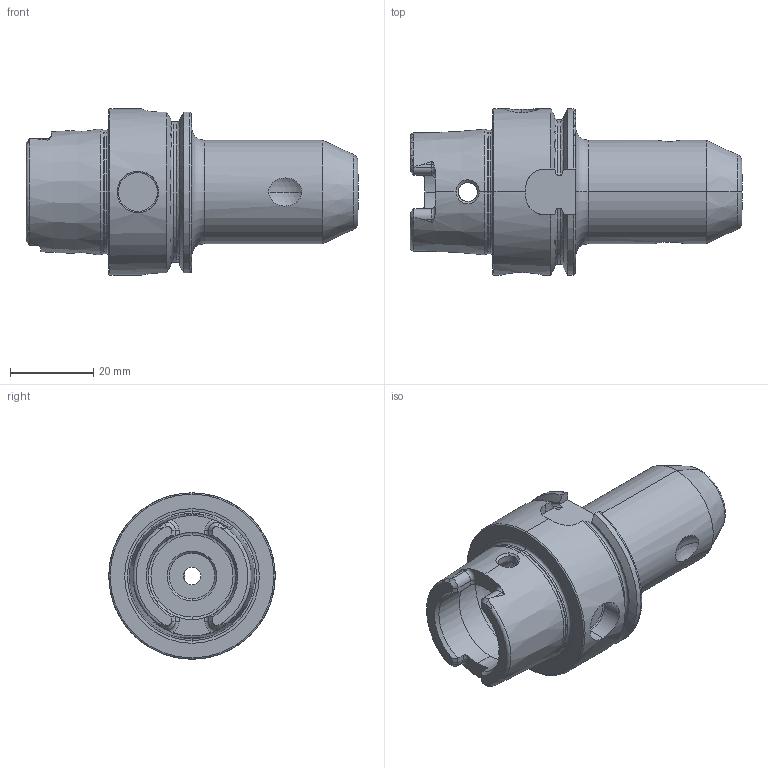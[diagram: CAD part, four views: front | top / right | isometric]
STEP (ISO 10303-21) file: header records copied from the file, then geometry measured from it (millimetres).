
FILE_DESCRIPTION (( 'STEP AP203' ), '1' );
FILE_NAME ('HA4.W06.K01.060.STEP', '2018-02-16T08:03:21', ( 'SWIAdmin' ), ( 'Hewlett-Packard Company' ), 'SwSTEP 2.0', 'SolidWorks 2017', '' );
FILE_SCHEMA (( 'CONFIG_CONTROL_DESIGN' ));
Length unit declared in the file: millimetre
Products named in the file (3): HA4-W06.K01.060_B_Fertigbearbeitung; W06-ER1.001.010; HA4.W06.K01.060
Assembly tree (2 placements, depth 2):
  HA4.W06.K01.060
    HA4-W06.K01.060_B_Fertigbearbeitung
    W06-ER1.001.010
Bounding box: 79.9 x 40 x 40 mm (x, y, z)
Volume: 41261.2 mm3; surface area: 13575.2 mm2
Topology: 2 solids, 2 shells, 197 faces, 493 edges, 305 vertices
Faces by surface type: cylinder 58, plane 56, torus 41, cone 34, bspline 6, sphere 2
Entity records: 7610 total; most frequent: CARTESIAN_POINT 2711, ORIENTED_EDGE 982, DIRECTION 957, EDGE_CURVE 491, AXIS2_PLACEMENT_3D 391, VERTEX_POINT 305, EDGE_LOOP 212, ADVANCED_FACE 197
